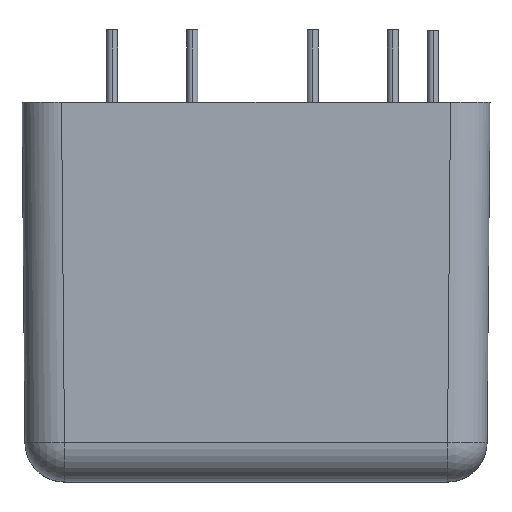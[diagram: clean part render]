
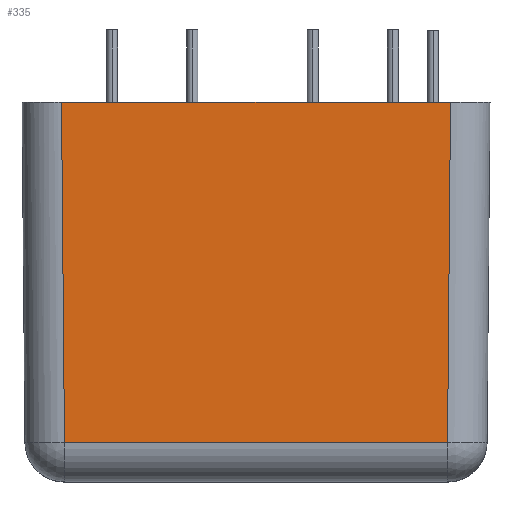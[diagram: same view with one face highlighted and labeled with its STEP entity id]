
A CAD part, top view. The second image highlights one B-rep face of the part: STEP entity #335.
In plain terms, the highlighted planar face has unit normal (0, -0.009, 1).
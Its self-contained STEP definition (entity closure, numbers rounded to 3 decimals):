
#29 = AXIS2_PLACEMENT_3D ( 'NONE', #1529, #1822, #2947 ) ;
#100 = VECTOR ( 'NONE', #454, 1000. ) ;
#335 = ADVANCED_FACE ( 'NONE', ( #389 ), #347, .T. ) ;
#347 = PLANE ( 'NONE',  #29 ) ;
#389 = FACE_OUTER_BOUND ( 'NONE', #3002, .T. ) ;
#431 = ORIENTED_EDGE ( 'NONE', *, *, #1817, .T. ) ;
#454 = DIRECTION ( 'NONE',  ( 0.009, -1., -0.009 ) ) ;
#496 = VECTOR ( 'NONE', #3223, 1000. ) ;
#558 = VECTOR ( 'NONE', #3181, 1000. ) ;
#563 = CARTESIAN_POINT ( 'NONE',  ( -12.122, 2.478, 12.422 ) ) ;
#801 = VERTEX_POINT ( 'NONE', #563 ) ;
#929 = VERTEX_POINT ( 'NONE', #996 ) ;
#992 = ORIENTED_EDGE ( 'NONE', *, *, #2831, .F. ) ;
#996 = CARTESIAN_POINT ( 'NONE',  ( 12.122, 2.478, 12.422 ) ) ;
#1076 = LINE ( 'NONE', #2210, #100 ) ;
#1107 = DIRECTION ( 'NONE',  ( 1., 0., 0. ) ) ;
#1481 = CARTESIAN_POINT ( 'NONE',  ( -12.31, 24., 12.609 ) ) ;
#1529 = CARTESIAN_POINT ( 'NONE',  ( 14.6, 0., 12.4 ) ) ;
#1817 = EDGE_CURVE ( 'NONE', #801, #929, #1954, .T. ) ;
#1822 = DIRECTION ( 'NONE',  ( 0., -0.009, 1. ) ) ;
#1954 = LINE ( 'NONE', #2465, #2700 ) ;
#2058 = CARTESIAN_POINT ( 'NONE',  ( 12.1, 0.022, 12.4 ) ) ;
#2201 = EDGE_CURVE ( 'NONE', #3628, #801, #1076, .T. ) ;
#2210 = CARTESIAN_POINT ( 'NONE',  ( -12.098, -0.233, 12.398 ) ) ;
#2316 = LINE ( 'NONE', #3443, #496 ) ;
#2465 = CARTESIAN_POINT ( 'NONE',  ( 14.6, 2.478, 12.422 ) ) ;
#2700 = VECTOR ( 'NONE', #1107, 1000. ) ;
#2831 = EDGE_CURVE ( 'NONE', #3628, #3140, #2316, .T. ) ;
#2859 = LINE ( 'NONE', #2058, #558 ) ;
#2894 = ORIENTED_EDGE ( 'NONE', *, *, #3511, .T. ) ;
#2947 = DIRECTION ( 'NONE',  ( 0., -1., -0.009 ) ) ;
#3002 = EDGE_LOOP ( 'NONE', ( #431, #2894, #992, #3015 ) ) ;
#3015 = ORIENTED_EDGE ( 'NONE', *, *, #2201, .T. ) ;
#3075 = CARTESIAN_POINT ( 'NONE',  ( 12.31, 24., 12.609 ) ) ;
#3140 = VERTEX_POINT ( 'NONE', #3075 ) ;
#3181 = DIRECTION ( 'NONE',  ( 0.009, 1., 0.009 ) ) ;
#3223 = DIRECTION ( 'NONE',  ( 1., 0., 0. ) ) ;
#3443 = CARTESIAN_POINT ( 'NONE',  ( 0., 24., 12.609 ) ) ;
#3511 = EDGE_CURVE ( 'NONE', #929, #3140, #2859, .T. ) ;
#3628 = VERTEX_POINT ( 'NONE', #1481 ) ;
